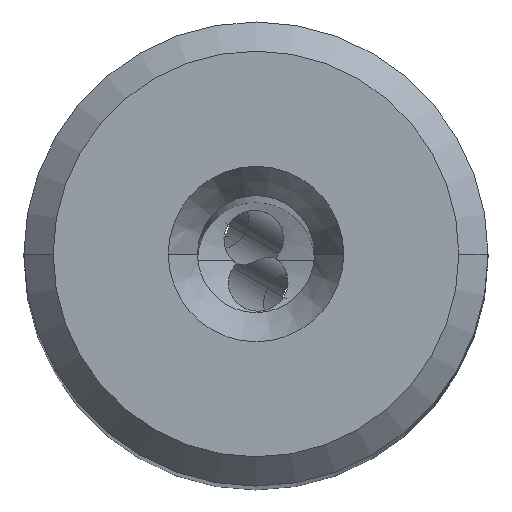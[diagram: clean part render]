
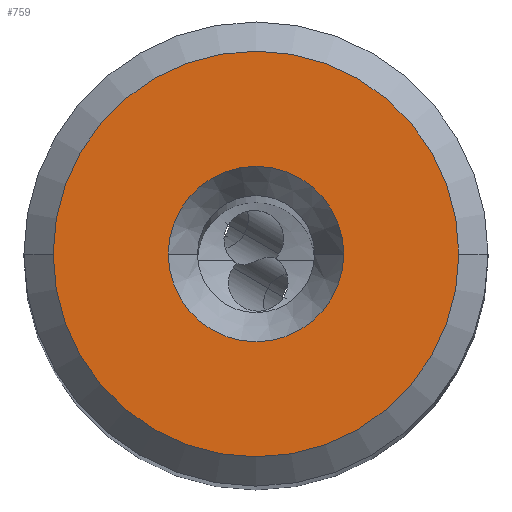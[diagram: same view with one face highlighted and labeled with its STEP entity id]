
A CAD part, top view. The second image highlights one B-rep face of the part: STEP entity #759.
In plain terms, the highlighted planar face has unit normal (0, 0, 1).
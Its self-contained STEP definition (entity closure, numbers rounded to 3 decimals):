
#179=FACE_BOUND('',#1256,.T.);
#180=FACE_BOUND('',#1257,.T.);
#222=PLANE('',#4732);
#759=ADVANCED_FACE('',(#179,#180),#222,.T.);
#1256=EDGE_LOOP('',(#2526,#2527,#2528,#2529));
#1257=EDGE_LOOP('',(#2530,#2531));
#1709=CIRCLE('',#4725,6.937);
#1710=CIRCLE('',#4726,6.937);
#1711=CIRCLE('',#4728,6.937);
#1712=CIRCLE('',#4729,6.937);
#1713=CIRCLE('',#4730,3.);
#1714=CIRCLE('',#4731,3.);
#2526=ORIENTED_EDGE('',*,*,#3998,.F.);
#2527=ORIENTED_EDGE('',*,*,#3997,.T.);
#2528=ORIENTED_EDGE('',*,*,#3999,.F.);
#2529=ORIENTED_EDGE('',*,*,#4000,.T.);
#2530=ORIENTED_EDGE('',*,*,#4001,.F.);
#2531=ORIENTED_EDGE('',*,*,#4002,.F.);
#3431=VERTEX_POINT('',#9424);
#3432=VERTEX_POINT('',#9426);
#3433=VERTEX_POINT('',#9428);
#3434=VERTEX_POINT('',#9432);
#3435=VERTEX_POINT('',#9435);
#3436=VERTEX_POINT('',#9436);
#3997=EDGE_CURVE('',#3433,#3432,#1709,.T.);
#3998=EDGE_CURVE('',#3433,#3431,#1710,.T.);
#3999=EDGE_CURVE('',#3434,#3432,#1711,.T.);
#4000=EDGE_CURVE('',#3434,#3431,#1712,.T.);
#4001=EDGE_CURVE('',#3435,#3436,#1713,.T.);
#4002=EDGE_CURVE('',#3436,#3435,#1714,.T.);
#4725=AXIS2_PLACEMENT_3D('',#9427,#5581,#5582);
#4726=AXIS2_PLACEMENT_3D('',#9429,#5583,#5584);
#4728=AXIS2_PLACEMENT_3D('',#9431,#5587,#5588);
#4729=AXIS2_PLACEMENT_3D('',#9433,#5589,#5590);
#4730=AXIS2_PLACEMENT_3D('',#9434,#5591,#5592);
#4731=AXIS2_PLACEMENT_3D('',#9437,#5593,#5594);
#4732=AXIS2_PLACEMENT_3D('',#9438,#5595,#5596);
#5581=DIRECTION('',(0.,0.,1.));
#5582=DIRECTION('',(1.,-0.001,0.));
#5583=DIRECTION('',(0.,0.,-1.));
#5584=DIRECTION('',(1.,-0.001,0.));
#5587=DIRECTION('',(0.,0.,-1.));
#5588=DIRECTION('',(-1.,0.001,0.));
#5589=DIRECTION('',(0.,0.,1.));
#5590=DIRECTION('',(-1.,0.001,0.));
#5591=DIRECTION('',(0.,0.,1.));
#5592=DIRECTION('',(-1.,0.,0.));
#5593=DIRECTION('',(0.,0.,1.));
#5594=DIRECTION('',(1.,0.,0.));
#5595=DIRECTION('',(0.,0.,1.));
#5596=DIRECTION('',(1.,0.,0.));
#9424=CARTESIAN_POINT('',(-6.937,0.,0.));
#9426=CARTESIAN_POINT('',(6.937,0.,0.));
#9427=CARTESIAN_POINT('',(0.,0.,0.));
#9428=CARTESIAN_POINT('',(6.937,-0.008,0.));
#9429=CARTESIAN_POINT('',(0.,0.,0.));
#9431=CARTESIAN_POINT('',(0.,0.,0.));
#9432=CARTESIAN_POINT('',(-6.937,0.008,0.));
#9433=CARTESIAN_POINT('',(0.,0.,0.));
#9434=CARTESIAN_POINT('',(0.,0.,0.));
#9435=CARTESIAN_POINT('',(-3.,0.,0.));
#9436=CARTESIAN_POINT('',(3.,0.,0.));
#9437=CARTESIAN_POINT('',(0.,0.,0.));
#9438=CARTESIAN_POINT('',(0.,0.,0.));
